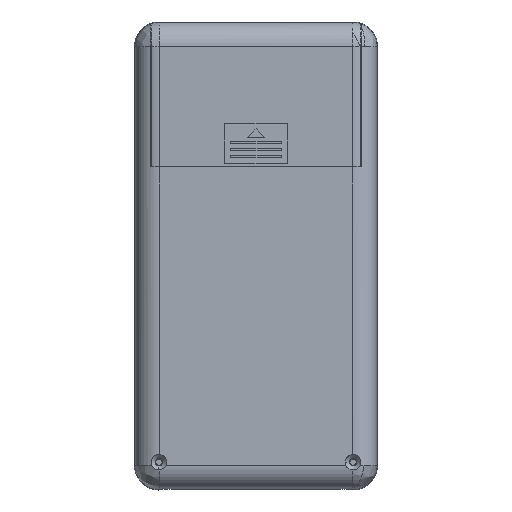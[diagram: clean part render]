
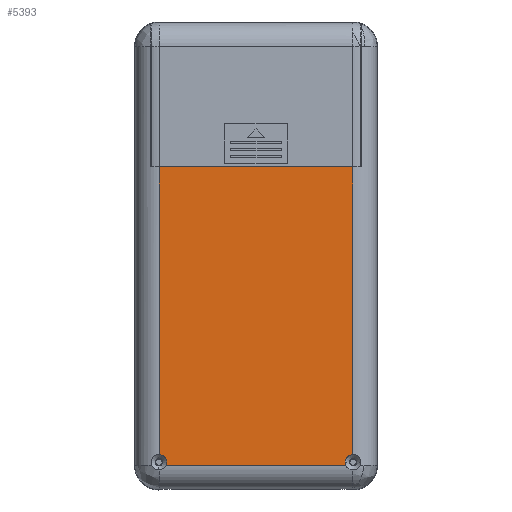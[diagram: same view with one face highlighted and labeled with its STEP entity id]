
A CAD part, top view. The second image highlights one B-rep face of the part: STEP entity #5393.
In plain terms, the highlighted planar face has unit normal (0, 0, 1).
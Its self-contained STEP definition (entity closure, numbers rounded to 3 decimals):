
#2132 = EDGE_LOOP ( 'NONE', ( #5959, #5960, #5961, #5958, #5962, #5963, #5964, #5965 ) ) ;
#2254 = VERTEX_POINT ( 'NONE', #11205 ) ;
#2255 = VERTEX_POINT ( 'NONE', #11206 ) ;
#2259 = VERTEX_POINT ( 'NONE', #11210 ) ;
#2260 = VERTEX_POINT ( 'NONE', #11211 ) ;
#3162 = EDGE_CURVE ( 'NONE', #2254, #2255, #5447, .T. ) ;
#3168 = EDGE_CURVE ( 'NONE', #2259, #2260, #5448, .T. ) ;
#4110 = VERTEX_POINT ( 'NONE', #16048 ) ;
#4111 = VERTEX_POINT ( 'NONE', #16049 ) ;
#4112 = VERTEX_POINT ( 'NONE', #16050 ) ;
#4113 = VERTEX_POINT ( 'NONE', #16051 ) ;
#5357 = EDGE_CURVE ( 'NONE', #2255, #2259, #20322, .T. ) ;
#5358 = EDGE_CURVE ( 'NONE', #2260, #4110, #5500, .T. ) ;
#5360 = EDGE_CURVE ( 'NONE', #4110, #4111, #20346, .T. ) ;
#5362 = EDGE_CURVE ( 'NONE', #4111, #4112, #20352, .T. ) ;
#5365 = EDGE_CURVE ( 'NONE', #4112, #4113, #20376, .T. ) ;
#5366 = EDGE_CURVE ( 'NONE', #4113, #2254, #5503, .T. ) ;
#5393 = ADVANCED_FACE ( 'NONE', ( #17427 ), #20480, .F. ) ;
#5447 = CIRCLE ( 'NONE', #11372, 2.25 ) ;
#5448 = CIRCLE ( 'NONE', #11375, 2.25 ) ;
#5500 = CIRCLE ( 'NONE', #17384, 2.25 ) ;
#5503 = CIRCLE ( 'NONE', #17394, 2.25 ) ;
#5958 = ORIENTED_EDGE ( 'NONE', *, *, #5358, .F. ) ;
#5959 = ORIENTED_EDGE ( 'NONE', *, *, #5365, .F. ) ;
#5960 = ORIENTED_EDGE ( 'NONE', *, *, #5362, .F. ) ;
#5961 = ORIENTED_EDGE ( 'NONE', *, *, #5360, .F. ) ;
#5962 = ORIENTED_EDGE ( 'NONE', *, *, #3168, .F. ) ;
#5963 = ORIENTED_EDGE ( 'NONE', *, *, #5357, .F. ) ;
#5964 = ORIENTED_EDGE ( 'NONE', *, *, #3162, .F. ) ;
#5965 = ORIENTED_EDGE ( 'NONE', *, *, #5366, .F. ) ;
#11205 = CARTESIAN_POINT ( 'NONE',  ( 1667.504, -287.088, 21.5 ) ) ;
#11206 = CARTESIAN_POINT ( 'NONE',  ( 1667.673, -287.944, 21.5 ) ) ;
#11210 = CARTESIAN_POINT ( 'NONE',  ( 1615.835, -287.944, 21.5 ) ) ;
#11211 = CARTESIAN_POINT ( 'NONE',  ( 1616.004, -287.088, 21.5 ) ) ;
#11372 = AXIS2_PLACEMENT_3D ( 'NONE', #12284, #12286, #12288 ) ;
#11375 = AXIS2_PLACEMENT_3D ( 'NONE', #12324, #12332, #12333 ) ;
#12284 = CARTESIAN_POINT ( 'NONE',  ( 1669.754, -287.088, 21.5 ) ) ;
#12286 = DIRECTION ( 'NONE',  ( 0., 0., 1. ) ) ;
#12288 = DIRECTION ( 'NONE',  ( 1., 0., 0. ) ) ;
#12324 = CARTESIAN_POINT ( 'NONE',  ( 1613.754, -287.088, 21.5 ) ) ;
#12332 = DIRECTION ( 'NONE',  ( 0., 0., 1. ) ) ;
#12333 = DIRECTION ( 'NONE',  ( -1., 0., 0. ) ) ;
#16048 = CARTESIAN_POINT ( 'NONE',  ( 1613.898, -284.843, 21.5 ) ) ;
#16049 = CARTESIAN_POINT ( 'NONE',  ( 1613.898, -201.928, 21.5 ) ) ;
#16050 = CARTESIAN_POINT ( 'NONE',  ( 1669.61, -201.928, 21.5 ) ) ;
#16051 = CARTESIAN_POINT ( 'NONE',  ( 1669.61, -284.843, 21.5 ) ) ;
#17384 = AXIS2_PLACEMENT_3D ( 'NONE', #20321, #20325, #20326 ) ;
#17392 = VECTOR ( 'NONE', #20324, 1000. ) ;
#17394 = AXIS2_PLACEMENT_3D ( 'NONE', #20375, #20379, #20380 ) ;
#17395 = VECTOR ( 'NONE', #20348, 1000. ) ;
#17396 = VECTOR ( 'NONE', #20354, 1000. ) ;
#17397 = VECTOR ( 'NONE', #20378, 1000. ) ;
#17427 = FACE_OUTER_BOUND ( 'NONE', #2132, .T. ) ;
#17432 = AXIS2_PLACEMENT_3D ( 'NONE', #20481, #20482, #20483 ) ;
#20321 = CARTESIAN_POINT ( 'NONE',  ( 1613.754, -287.088, 21.5 ) ) ;
#20322 = LINE ( 'NONE', #20323, #17392 ) ;
#20323 = CARTESIAN_POINT ( 'NONE',  ( 1641.754, -287.944, 21.5 ) ) ;
#20324 = DIRECTION ( 'NONE',  ( -1., 0., 0. ) ) ;
#20325 = DIRECTION ( 'NONE',  ( 0., 0., 1. ) ) ;
#20326 = DIRECTION ( 'NONE',  ( -1., 0., 0. ) ) ;
#20346 = LINE ( 'NONE', #20347, #17395 ) ;
#20347 = CARTESIAN_POINT ( 'NONE',  ( 1613.898, -227.588, 21.5 ) ) ;
#20348 = DIRECTION ( 'NONE',  ( 0., 1., 0. ) ) ;
#20352 = LINE ( 'NONE', #20353, #17396 ) ;
#20353 = CARTESIAN_POINT ( 'NONE',  ( 1641.754, -201.928, 21.5 ) ) ;
#20354 = DIRECTION ( 'NONE',  ( 1., 0., 0. ) ) ;
#20375 = CARTESIAN_POINT ( 'NONE',  ( 1669.754, -287.088, 21.5 ) ) ;
#20376 = LINE ( 'NONE', #20377, #17397 ) ;
#20377 = CARTESIAN_POINT ( 'NONE',  ( 1669.61, -227.588, 21.5 ) ) ;
#20378 = DIRECTION ( 'NONE',  ( 0., -1., 0. ) ) ;
#20379 = DIRECTION ( 'NONE',  ( 0., 0., 1. ) ) ;
#20380 = DIRECTION ( 'NONE',  ( 1., 0., 0. ) ) ;
#20480 = PLANE ( 'NONE',  #17432 ) ;
#20481 = CARTESIAN_POINT ( 'NONE',  ( 1641.754, -227.588, 21.5 ) ) ;
#20482 = DIRECTION ( 'NONE',  ( 0., 0., -1. ) ) ;
#20483 = DIRECTION ( 'NONE',  ( 0., 1., 0. ) ) ;
